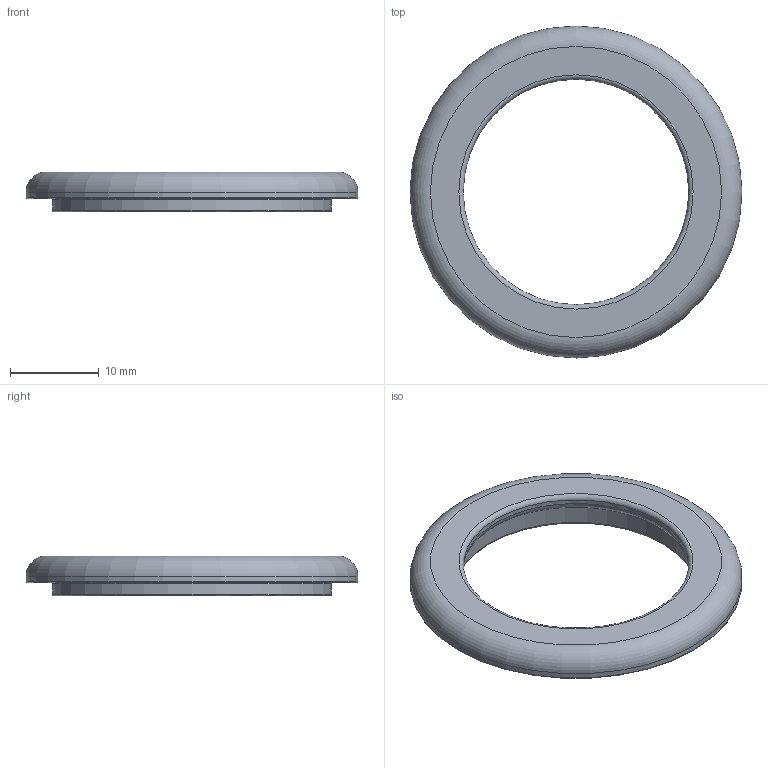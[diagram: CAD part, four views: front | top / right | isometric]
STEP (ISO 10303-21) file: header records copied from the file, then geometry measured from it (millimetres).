
FILE_DESCRIPTION(('FreeCAD Model'),'2;1');
FILE_NAME('JoystickCapV1_1.step','2020-01-09T23:03:26',('Author'),(''), 'Open CASCADE STEP processor 7.3','FreeCAD','Unknown');
FILE_SCHEMA(('AUTOMOTIVE_DESIGN { 1 0 10303 214 1 1 1 1 }'));
Length unit declared in the file: millimetre
Products named in the file (1): Cap
Bounding box: 37.4 x 37.4 x 4.5 mm (x, y, z)
Volume: 1818.6 mm3; surface area: 1858.6 mm2
Topology: 1 solids, 1 shells, 15 faces, 27 edges, 15 vertices
Faces by surface type: torus 7, cylinder 4, plane 3, bspline 1
Full cylindrical faces by diameter (mm): 25.4 x1, 27.4 x1, 31.4 x1, 37.4 x1
Entity records: 840 total; most frequent: CARTESIAN_POINT 224, DIRECTION 126, ORIENTED_EDGE 54, PCURVE 54, DEFINITIONAL_REPRESENTATION 54, LINE 50, VECTOR 50, AXIS2_PLACEMENT_3D 35
